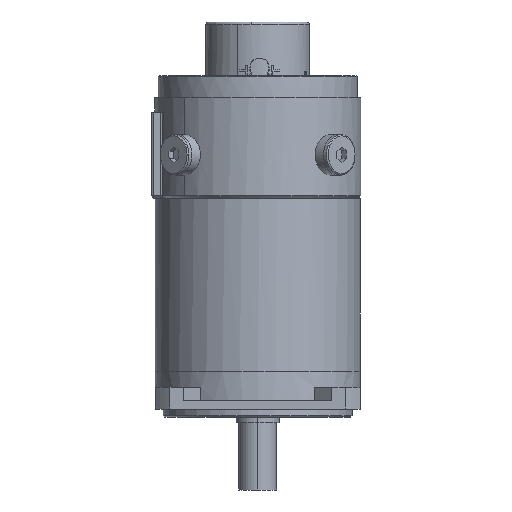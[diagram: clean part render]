
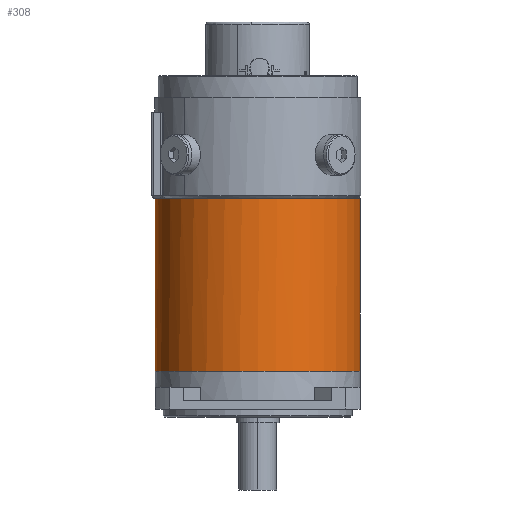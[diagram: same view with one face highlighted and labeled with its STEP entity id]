
A CAD part, front view. The second image highlights one B-rep face of the part: STEP entity #308.
In plain terms, the highlighted cylindrical face has radius 38 mm (diameter 76 mm), a partial arc.
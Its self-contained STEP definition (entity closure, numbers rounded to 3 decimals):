
#308 = ADVANCED_FACE ( 'Defeature ausgef�hrt1_3', ( #1525 ), #4275, .T. ) ;
#542 = DIRECTION ( 'NONE',  ( 1., 0., 0. ) ) ;
#809 = AXIS2_PLACEMENT_3D ( 'NONE', #10829, #14815, #12015 ) ;
#849 = CARTESIAN_POINT ( 'NONE',  ( 38., 0., 0. ) ) ;
#860 = CARTESIAN_POINT ( 'NONE',  ( 0., 0., -3. ) ) ;
#1525 = FACE_OUTER_BOUND ( 'NONE', #14249, .T. ) ;
#2603 = EDGE_CURVE ( 'NONE', #7898, #11567, #10803, .T. ) ;
#2685 = VECTOR ( 'NONE', #5014, 1000. ) ;
#3755 = ORIENTED_EDGE ( 'NONE', *, *, #13327, .T. ) ;
#4005 = AXIS2_PLACEMENT_3D ( 'NONE', #860, #4694, #5880 ) ;
#4275 = CYLINDRICAL_SURFACE ( 'NONE', #809, 38. ) ;
#4624 = DIRECTION ( 'NONE',  ( 0., 0., 1. ) ) ;
#4694 = DIRECTION ( 'NONE',  ( 0., 0., 1. ) ) ;
#4717 = VECTOR ( 'NONE', #8968, 1000. ) ;
#4725 = CARTESIAN_POINT ( 'NONE',  ( -38., 0., 0. ) ) ;
#4983 = AXIS2_PLACEMENT_3D ( 'NONE', #5555, #4624, #542 ) ;
#5014 = DIRECTION ( 'NONE',  ( 0., 0., 1. ) ) ;
#5555 = CARTESIAN_POINT ( 'NONE',  ( 0., 0., -67. ) ) ;
#5880 = DIRECTION ( 'NONE',  ( 1., 0., 0. ) ) ;
#6492 = CARTESIAN_POINT ( 'NONE',  ( -35.297, -14.075, -3. ) ) ;
#6622 = ORIENTED_EDGE ( 'NONE', *, *, #2603, .F. ) ;
#7374 = VERTEX_POINT ( 'NONE', #14271 ) ;
#7881 = ORIENTED_EDGE ( 'NONE', *, *, #10162, .F. ) ;
#7898 = VERTEX_POINT ( 'NONE', #10950 ) ;
#8635 = DIRECTION ( 'NONE',  ( 0., 0., 1. ) ) ;
#8968 = DIRECTION ( 'NONE',  ( 0., 0., 1. ) ) ;
#9060 = ORIENTED_EDGE ( 'NONE', *, *, #16146, .T. ) ;
#10162 = EDGE_CURVE ( 'NONE', #11567, #13951, #10238, .T. ) ;
#10238 = CIRCLE ( 'NONE', #14317, 38. ) ;
#10406 = CIRCLE ( 'NONE', #4983, 38. ) ;
#10803 = CIRCLE ( 'NONE', #4005, 38. ) ;
#10829 = CARTESIAN_POINT ( 'NONE',  ( 0., 0., 0. ) ) ;
#10950 = CARTESIAN_POINT ( 'NONE',  ( -38., 0., -3. ) ) ;
#11016 = DIRECTION ( 'NONE',  ( 1., 0., 0. ) ) ;
#11266 = CARTESIAN_POINT ( 'NONE',  ( 0., 0., -3. ) ) ;
#11487 = VERTEX_POINT ( 'NONE', #15593 ) ;
#11567 = VERTEX_POINT ( 'NONE', #6492 ) ;
#12015 = DIRECTION ( 'NONE',  ( 1., 0., 0. ) ) ;
#12593 = CARTESIAN_POINT ( 'NONE',  ( 38., 0., -3. ) ) ;
#13052 = EDGE_CURVE ( 'NONE', #11487, #7898, #16707, .T. ) ;
#13327 = EDGE_CURVE ( 'NONE', #11487, #7374, #10406, .T. ) ;
#13674 = ORIENTED_EDGE ( 'NONE', *, *, #13052, .F. ) ;
#13951 = VERTEX_POINT ( 'NONE', #12593 ) ;
#14249 = EDGE_LOOP ( 'NONE', ( #13674, #3755, #9060, #7881, #6622 ) ) ;
#14271 = CARTESIAN_POINT ( 'NONE',  ( 38., 0., -67. ) ) ;
#14317 = AXIS2_PLACEMENT_3D ( 'NONE', #11266, #8635, #11016 ) ;
#14815 = DIRECTION ( 'NONE',  ( 0., 0., 1. ) ) ;
#15593 = CARTESIAN_POINT ( 'NONE',  ( -38., 0., -67. ) ) ;
#16146 = EDGE_CURVE ( 'NONE', #7374, #13951, #16327, .T. ) ;
#16327 = LINE ( 'NONE', #849, #2685 ) ;
#16707 = LINE ( 'NONE', #4725, #4717 ) ;
